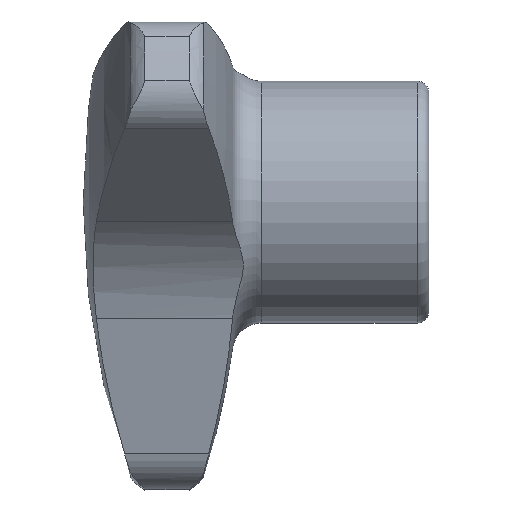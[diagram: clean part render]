
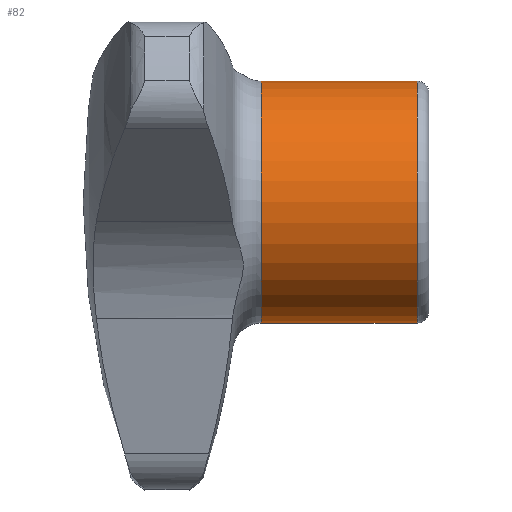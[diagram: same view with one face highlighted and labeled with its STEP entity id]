
A CAD part, left-side view. The second image highlights one B-rep face of the part: STEP entity #82.
In plain terms, the highlighted cylindrical face has radius 10.5 mm (diameter 21 mm), a full revolution.
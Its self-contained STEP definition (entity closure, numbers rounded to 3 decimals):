
#82 = ADVANCED_FACE( '', ( #130, #131 ), #132, .T. );
#130 = FACE_OUTER_BOUND( '', #214, .T. );
#131 = FACE_OUTER_BOUND( '', #215, .T. );
#132 = CYLINDRICAL_SURFACE( '', #216, 10.5 );
#214 = EDGE_LOOP( '', ( #407 ) );
#215 = EDGE_LOOP( '', ( #408 ) );
#216 = AXIS2_PLACEMENT_3D( '', #409, #410, #411 );
#407 = ORIENTED_EDGE( '', *, *, #666, .F. );
#408 = ORIENTED_EDGE( '', *, *, #667, .T. );
#409 = CARTESIAN_POINT( '', ( 0., 0., 0. ) );
#410 = DIRECTION( '', ( 0., 1., 0. ) );
#411 = DIRECTION( '', ( 0., 0., -1. ) );
#666 = EDGE_CURVE( '', #789, #789, #790, .T. );
#667 = EDGE_CURVE( '', #791, #791, #792, .T. );
#789 = VERTEX_POINT( '', #1053 );
#790 = CIRCLE( '', #1054, 10.5 );
#791 = VERTEX_POINT( '', #1055 );
#792 = CIRCLE( '', #1056, 10.5 );
#1053 = CARTESIAN_POINT( '', ( 0., 1., -10.5 ) );
#1054 = AXIS2_PLACEMENT_3D( '', #1346, #1347, #1348 );
#1055 = CARTESIAN_POINT( '', ( 0., 14.538, -10.5 ) );
#1056 = AXIS2_PLACEMENT_3D( '', #1349, #1350, #1351 );
#1346 = CARTESIAN_POINT( '', ( 0., 1., 0. ) );
#1347 = DIRECTION( '', ( 0., -1., 0. ) );
#1348 = DIRECTION( '', ( 0., 0., -1. ) );
#1349 = CARTESIAN_POINT( '', ( 0., 14.538, 0. ) );
#1350 = DIRECTION( '', ( 0., -1., 0. ) );
#1351 = DIRECTION( '', ( 0., 0., -1. ) );
